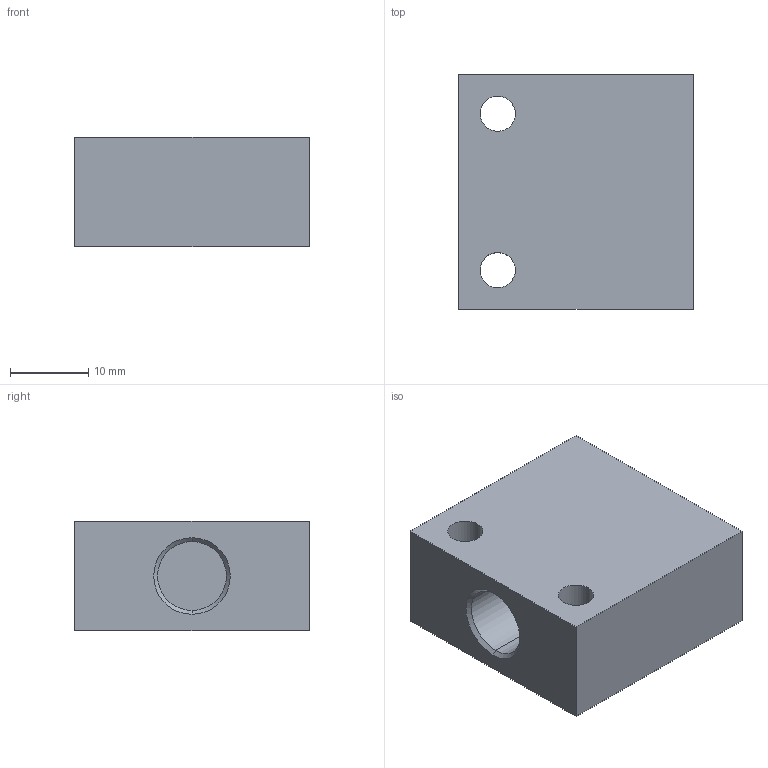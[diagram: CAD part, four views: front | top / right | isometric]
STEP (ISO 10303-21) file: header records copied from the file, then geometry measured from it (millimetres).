
FILE_DESCRIPTION(( '08_023_4.STEP' ), '1');
FILE_NAME( '08_023_4.STEP', '2018-09-07T11:18:46',( 'Sopra'),('sopra-pneumatic.com'), 'SwSTEP 2.0','SolidWorks 2009','' );
FILE_SCHEMA (( 'AUTOMOTIVE_DESIGN' ));
Length unit declared in the file: millimetre
Products named in the file (1): 08_023_4
Bounding box: 30 x 30 x 14 mm (x, y, z)
Volume: 10432.9 mm3; surface area: 4936.6 mm2
Topology: 1 solids, 1 shells, 61 faces, 134 edges, 82 vertices
Faces by surface type: cylinder 23, plane 19, cone 11, torus 8
Entity records: 2073 total; most frequent: DIRECTION 328, CARTESIAN_POINT 290, ORIENTED_EDGE 268, AXIS2_PLACEMENT_3D 136, EDGE_CURVE 134, VERTEX_POINT 82, CIRCLE 74, EDGE_LOOP 72
